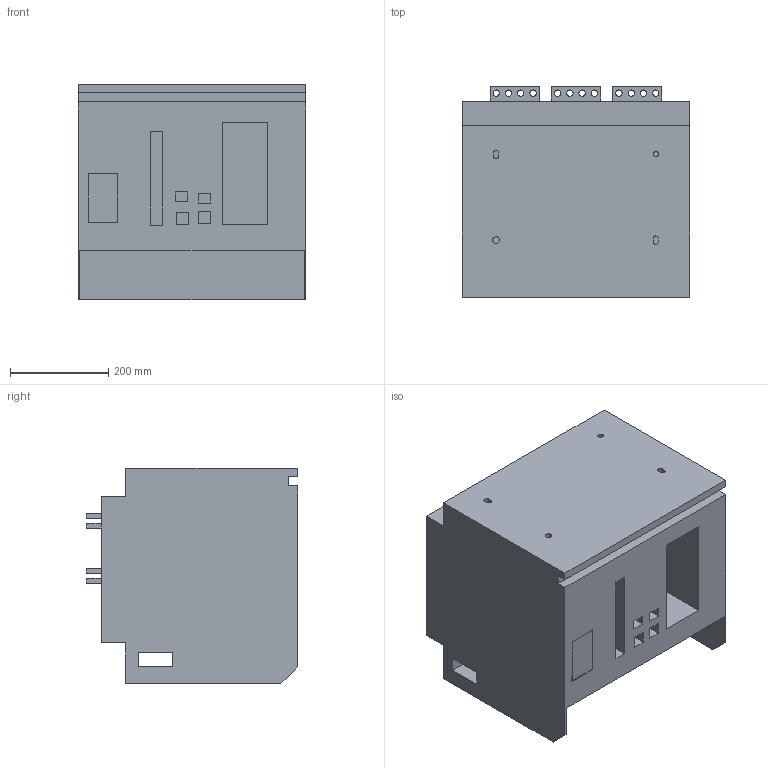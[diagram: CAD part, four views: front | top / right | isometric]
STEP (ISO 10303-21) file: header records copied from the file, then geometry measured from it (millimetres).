
FILE_DESCRIPTION((''),'2;1');
FILE_NAME('NXA32-C-3200-3S','2019-04-25T',('wqli'),(''),'CREO PARAMETRIC BY PTC INC, 2015480','CREO PARAMETRIC BY PTC INC, 2015480','');
FILE_SCHEMA(('CONFIG_CONTROL_DESIGN'));
Length unit declared in the file: millimetre
Products named in the file (1): NXA32-C-3200-3S
Bounding box: 463 x 430 x 438.5 mm (x, y, z)
Volume: 69859861.8 mm3; surface area: 1466716.4 mm2
Topology: 1 solids, 1 shells, 231 faces, 618 edges, 412 vertices
Faces by surface type: plane 127, cylinder 104
Entity records: 7494 total; most frequent: DIRECTION 1288, CARTESIAN_POINT 1261, ORIENTED_EDGE 1236, EDGE_CURVE 618, AXIS2_PLACEMENT_3D 439, VERTEX_POINT 412, VECTOR 410, LINE 410
